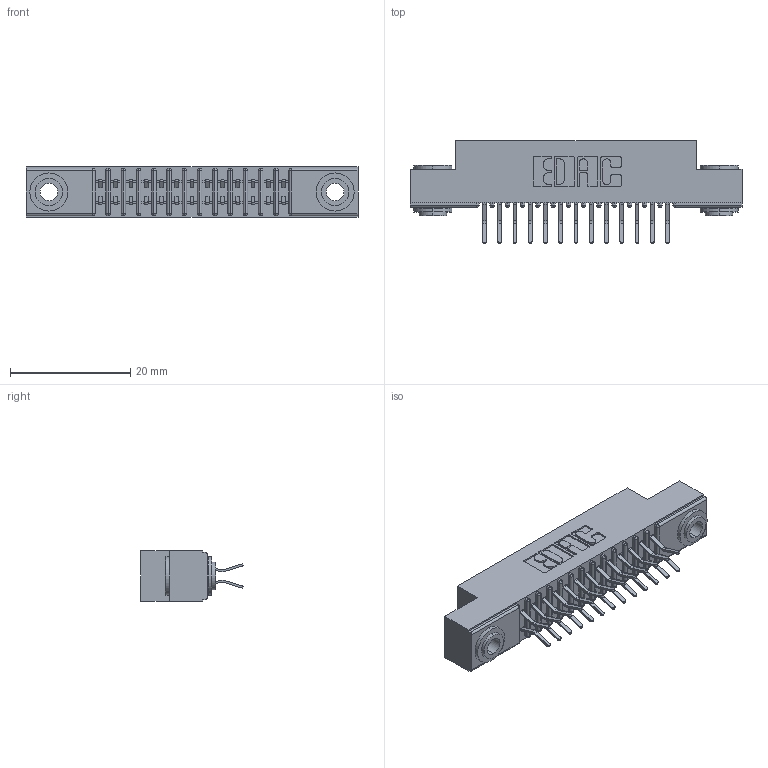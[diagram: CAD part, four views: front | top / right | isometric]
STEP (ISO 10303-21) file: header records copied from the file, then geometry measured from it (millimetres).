
FILE_DESCRIPTION (( 'STEP AP203' ), '1' );
FILE_NAME ('391-026-556-203.STEP', '2018-08-08T20:32:03', ( '' ), ( '' ), 'SwSTEP 2.0', 'SolidWorks 2016', '' );
FILE_SCHEMA (( 'CONFIG_CONTROL_DESIGN' ));
Length unit declared in the file: inch
Products named in the file (4): 341-292-001_341-292-156; 345-250-002_345-250-002-102; 391-026-556-203; 341 Part_.156 (3.96) Dia Mounting Holes
Assembly tree (29 placements, depth 2):
  391-026-556-203
    341 Part_.156 (3.96) Dia Mounting Holes
    341-292-001_341-292-156  x26
    345-250-002_345-250-002-102  x2
Bounding box: 55.24 x 17.07 x 8.38 mm (x, y, z)
Volume: 3179.3 mm3; surface area: 6371.1 mm2
Topology: 29 solids, 29 shells, 1988 faces, 5719 edges, 3710 vertices
Faces by surface type: plane 1132, cylinder 796, sphere 28, torus 24, cone 8
Entity records: 20801 total; most frequent: CARTESIAN_POINT 3440, ORIENTED_EDGE 3406, DIRECTION 3379, EDGE_CURVE 1703, VECTOR 1329, LINE 1329, VERTEX_POINT 1086, AXIS2_PLACEMENT_3D 1025
